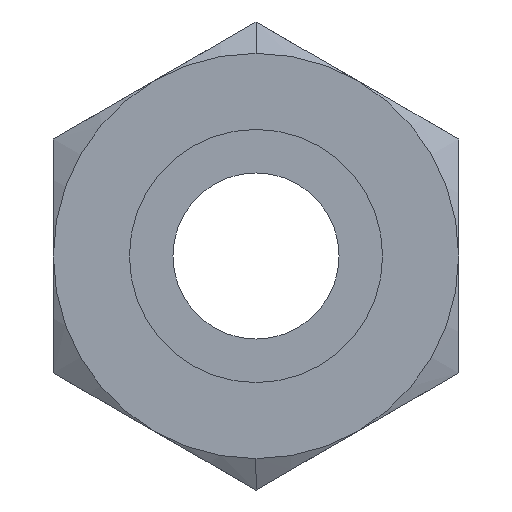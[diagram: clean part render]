
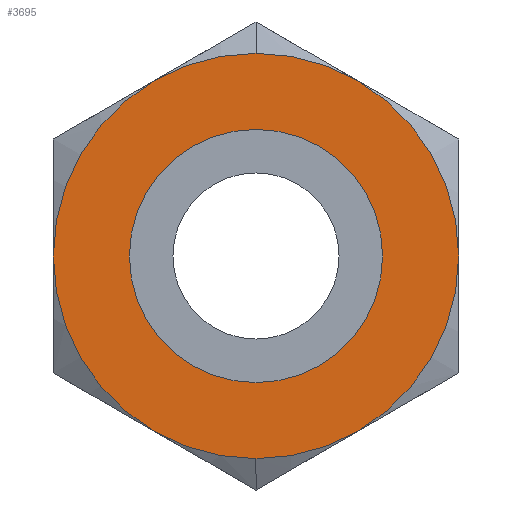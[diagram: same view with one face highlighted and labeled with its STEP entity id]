
A CAD part, left-side view. The second image highlights one B-rep face of the part: STEP entity #3695.
In plain terms, the highlighted planar face has unit normal (-1, 0, 0).
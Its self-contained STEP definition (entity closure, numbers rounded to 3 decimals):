
#337 = CARTESIAN_POINT ( 'NONE',  ( 0., 0., 0. ) ) ;
#404 = VERTEX_POINT ( 'NONE', #2134 ) ;
#709 = DIRECTION ( 'NONE',  ( 0., 0., 1. ) ) ;
#725 = CIRCLE ( 'NONE', #1909, 7.935 ) ;
#897 = ORIENTED_EDGE ( 'NONE', *, *, #6466, .F. ) ;
#908 = AXIS2_PLACEMENT_3D ( 'NONE', #8462, #6708, #2839 ) ;
#1211 = AXIS2_PLACEMENT_3D ( 'NONE', #8183, #5001, #4314 ) ;
#1519 = DIRECTION ( 'NONE',  ( 0., 0., 1. ) ) ;
#1802 = VERTEX_POINT ( 'NONE', #9828 ) ;
#1909 = AXIS2_PLACEMENT_3D ( 'NONE', #9665, #2394, #709 ) ;
#2134 = CARTESIAN_POINT ( 'NONE',  ( 0., 0., 7.935 ) ) ;
#2159 = PLANE ( 'NONE',  #9012 ) ;
#2168 = VERTEX_POINT ( 'NONE', #6175 ) ;
#2379 = CIRCLE ( 'NONE', #5098, 12.7 ) ;
#2394 = DIRECTION ( 'NONE',  ( 1., 0., 0. ) ) ;
#2425 = CIRCLE ( 'NONE', #908, 7.935 ) ;
#2430 = ORIENTED_EDGE ( 'NONE', *, *, #3858, .T. ) ;
#2839 = DIRECTION ( 'NONE',  ( 0., 0., -1. ) ) ;
#3240 = EDGE_CURVE ( 'NONE', #8307, #1802, #2379, .T. ) ;
#3695 = ADVANCED_FACE ( 'NONE', ( #8831, #3901 ), #2159, .T. ) ;
#3858 = EDGE_CURVE ( 'NONE', #2168, #404, #2425, .T. ) ;
#3901 = FACE_OUTER_BOUND ( 'NONE', #9562, .T. ) ;
#4314 = DIRECTION ( 'NONE',  ( 0., 0., 1. ) ) ;
#4672 = EDGE_LOOP ( 'NONE', ( #2430, #7521 ) ) ;
#5001 = DIRECTION ( 'NONE',  ( 1., 0., 0. ) ) ;
#5098 = AXIS2_PLACEMENT_3D ( 'NONE', #337, #9191, #8234 ) ;
#6175 = CARTESIAN_POINT ( 'NONE',  ( 0., 0., -7.935 ) ) ;
#6323 = CARTESIAN_POINT ( 'NONE',  ( 0., 0., -12.7 ) ) ;
#6466 = EDGE_CURVE ( 'NONE', #1802, #8307, #7469, .T. ) ;
#6708 = DIRECTION ( 'NONE',  ( 1., 0., 0. ) ) ;
#6756 = ORIENTED_EDGE ( 'NONE', *, *, #3240, .F. ) ;
#7148 = CARTESIAN_POINT ( 'NONE',  ( 0., 0., 6.35 ) ) ;
#7469 = CIRCLE ( 'NONE', #1211, 12.7 ) ;
#7521 = ORIENTED_EDGE ( 'NONE', *, *, #10173, .T. ) ;
#8183 = CARTESIAN_POINT ( 'NONE',  ( 0., 0., 0. ) ) ;
#8234 = DIRECTION ( 'NONE',  ( 0., 0., -1. ) ) ;
#8307 = VERTEX_POINT ( 'NONE', #6323 ) ;
#8462 = CARTESIAN_POINT ( 'NONE',  ( 0., 0., 0. ) ) ;
#8831 = FACE_BOUND ( 'NONE', #4672, .T. ) ;
#9012 = AXIS2_PLACEMENT_3D ( 'NONE', #7148, #9579, #1519 ) ;
#9191 = DIRECTION ( 'NONE',  ( 1., 0., 0. ) ) ;
#9562 = EDGE_LOOP ( 'NONE', ( #897, #6756 ) ) ;
#9579 = DIRECTION ( 'NONE',  ( -1., 0., 0. ) ) ;
#9665 = CARTESIAN_POINT ( 'NONE',  ( 0., 0., 0. ) ) ;
#9828 = CARTESIAN_POINT ( 'NONE',  ( 0., 0., 12.7 ) ) ;
#10173 = EDGE_CURVE ( 'NONE', #404, #2168, #725, .T. ) ;
